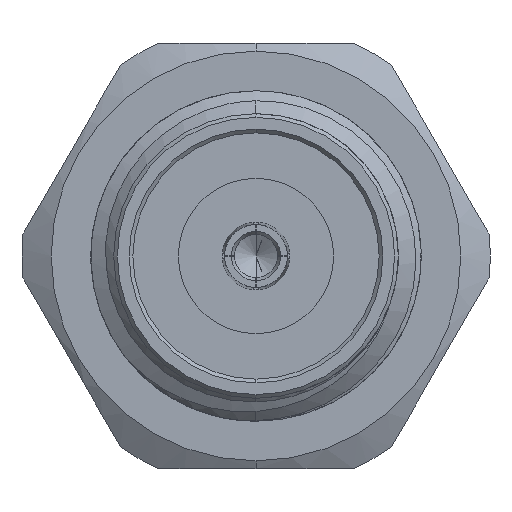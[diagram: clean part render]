
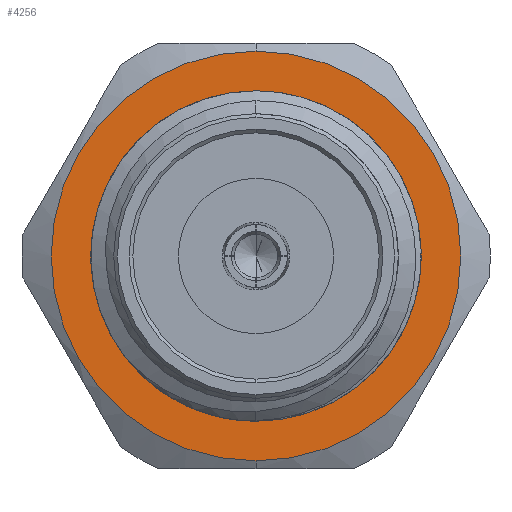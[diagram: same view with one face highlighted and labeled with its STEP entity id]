
A CAD part, left-side view. The second image highlights one B-rep face of the part: STEP entity #4256.
In plain terms, the highlighted planar face has unit normal (-1, 0, 0).
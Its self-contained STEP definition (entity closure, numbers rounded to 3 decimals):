
#69 = EDGE_LOOP ( 'NONE', ( #2406, #824 ) ) ;
#124 = CARTESIAN_POINT ( 'NONE',  ( 7.141, 0., 0. ) ) ;
#148 = CARTESIAN_POINT ( 'NONE',  ( 7.141, 0., -3.85 ) ) ;
#384 = EDGE_LOOP ( 'NONE', ( #2859, #2659 ) ) ;
#511 = FACE_OUTER_BOUND ( 'NONE', #384, .T. ) ;
#685 = CARTESIAN_POINT ( 'NONE',  ( 7.141, 0., 0. ) ) ;
#824 = ORIENTED_EDGE ( 'NONE', *, *, #3100, .F. ) ;
#893 = EDGE_CURVE ( 'NONE', #4272, #1783, #2390, .T. ) ;
#919 = DIRECTION ( 'NONE',  ( -1., 0., 0. ) ) ;
#1637 = EDGE_CURVE ( 'NONE', #1783, #4272, #2960, .T. ) ;
#1783 = VERTEX_POINT ( 'NONE', #3036 ) ;
#1817 = AXIS2_PLACEMENT_3D ( 'NONE', #2999, #3350, #3373 ) ;
#1970 = DIRECTION ( 'NONE',  ( -1., 0., 0. ) ) ;
#1975 = CIRCLE ( 'NONE', #4028, 2.675 ) ;
#2390 = CIRCLE ( 'NONE', #1817, 3.85 ) ;
#2406 = ORIENTED_EDGE ( 'NONE', *, *, #3159, .F. ) ;
#2477 = VERTEX_POINT ( 'NONE', #4209 ) ;
#2538 = CARTESIAN_POINT ( 'NONE',  ( 7.141, 0., 0. ) ) ;
#2597 = VERTEX_POINT ( 'NONE', #4311 ) ;
#2659 = ORIENTED_EDGE ( 'NONE', *, *, #1637, .T. ) ;
#2859 = ORIENTED_EDGE ( 'NONE', *, *, #893, .T. ) ;
#2960 = CIRCLE ( 'NONE', #4087, 3.85 ) ;
#2972 = DIRECTION ( 'NONE',  ( 0., 0., 1. ) ) ;
#2999 = CARTESIAN_POINT ( 'NONE',  ( 7.141, 0., 0. ) ) ;
#3036 = CARTESIAN_POINT ( 'NONE',  ( 7.141, 0., 3.85 ) ) ;
#3073 = AXIS2_PLACEMENT_3D ( 'NONE', #124, #919, #3175 ) ;
#3100 = EDGE_CURVE ( 'NONE', #2477, #2597, #1975, .T. ) ;
#3159 = EDGE_CURVE ( 'NONE', #2597, #2477, #3232, .T. ) ;
#3175 = DIRECTION ( 'NONE',  ( 0., 0., 1. ) ) ;
#3195 = FACE_BOUND ( 'NONE', #69, .T. ) ;
#3217 = DIRECTION ( 'NONE',  ( 0., 0., 1. ) ) ;
#3232 = CIRCLE ( 'NONE', #3799, 2.675 ) ;
#3292 = CARTESIAN_POINT ( 'NONE',  ( 7.141, 0., 0. ) ) ;
#3350 = DIRECTION ( 'NONE',  ( -1., 0., 0. ) ) ;
#3373 = DIRECTION ( 'NONE',  ( 0., 0., 1. ) ) ;
#3398 = DIRECTION ( 'NONE',  ( 0., 0., 1. ) ) ;
#3599 = DIRECTION ( 'NONE',  ( -1., 0., 0. ) ) ;
#3752 = DIRECTION ( 'NONE',  ( -1., 0., 0. ) ) ;
#3799 = AXIS2_PLACEMENT_3D ( 'NONE', #685, #3752, #3398 ) ;
#4028 = AXIS2_PLACEMENT_3D ( 'NONE', #2538, #3599, #3217 ) ;
#4087 = AXIS2_PLACEMENT_3D ( 'NONE', #3292, #1970, #2972 ) ;
#4209 = CARTESIAN_POINT ( 'NONE',  ( 7.141, 0., -2.675 ) ) ;
#4221 = PLANE ( 'NONE',  #3073 ) ;
#4256 = ADVANCED_FACE ( 'NONE', ( #511, #3195 ), #4221, .T. ) ;
#4272 = VERTEX_POINT ( 'NONE', #148 ) ;
#4311 = CARTESIAN_POINT ( 'NONE',  ( 7.141, 0., 2.675 ) ) ;
